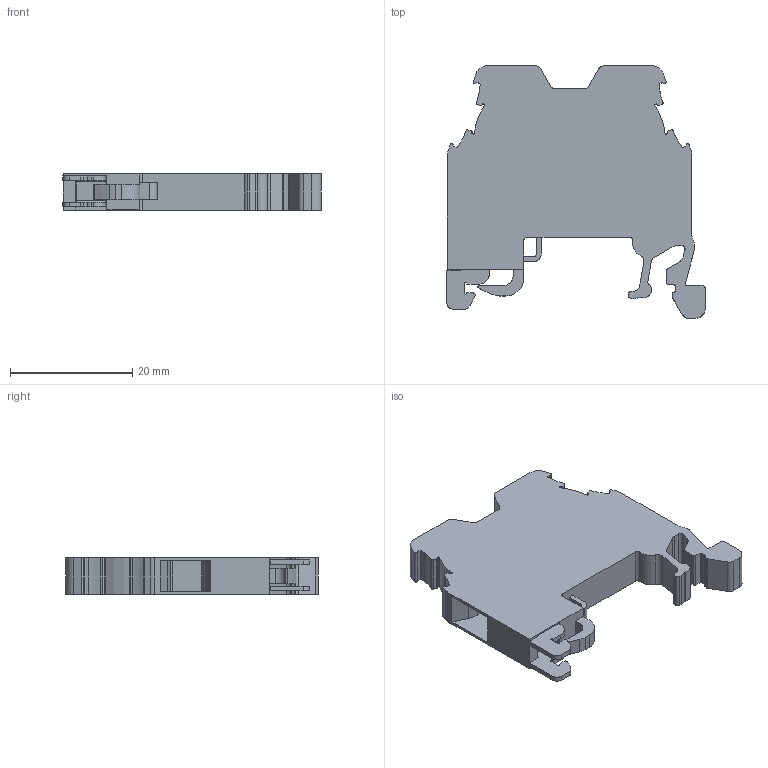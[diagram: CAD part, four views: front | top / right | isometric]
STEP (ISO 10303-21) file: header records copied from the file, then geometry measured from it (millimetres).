
FILE_DESCRIPTION (( 'STEP AP203' ), '1' );
FILE_NAME ('MTK 2,5.STEP', '2019-12-24T12:49:46', ( '' ), ( '' ), 'SwSTEP 2.0', 'SolidWorks 2011', '' );
FILE_SCHEMA (( 'CONFIG_CONTROL_DESIGN' ));
Length unit declared in the file: millimetre
Products named in the file (1): MTK 2,5
Bounding box: 42.25 x 41.3 x 5.9 mm (x, y, z)
Volume: 6043.7 mm3; surface area: 4353.7 mm2
Topology: 1 solids, 1 shells, 270 faces, 789 edges, 528 vertices
Faces by surface type: plane 149, cylinder 119, bspline 2
Entity records: 10158 total; most frequent: CARTESIAN_POINT 3630, ORIENTED_EDGE 1578, DIRECTION 976, EDGE_CURVE 789, VERTEX_POINT 528, VECTOR 414, LINE 414, B_SPLINE_CURVE_WITH_KNOTS 363
